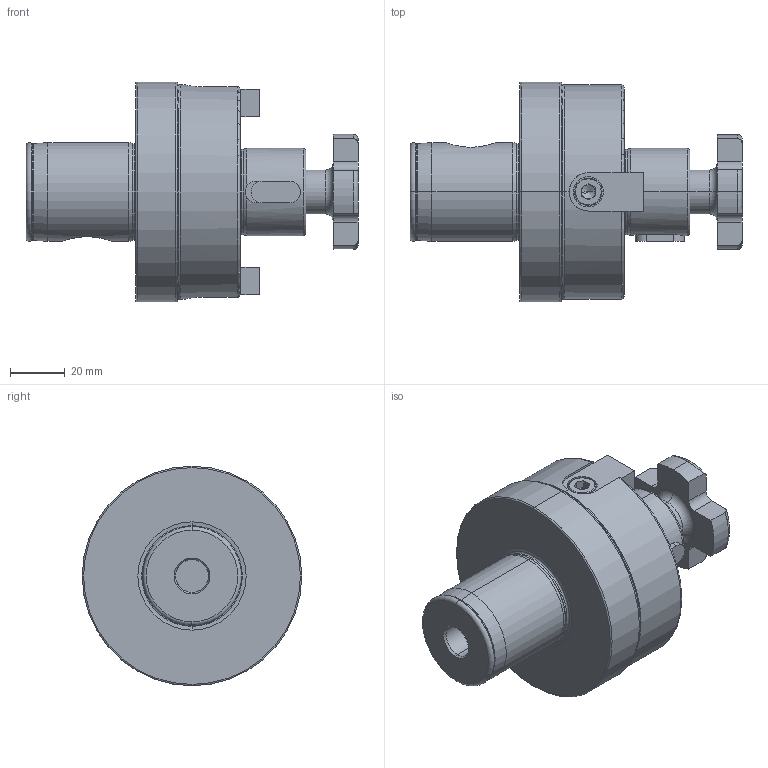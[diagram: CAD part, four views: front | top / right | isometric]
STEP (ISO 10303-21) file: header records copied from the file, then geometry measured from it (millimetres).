
FILE_DESCRIPTION (( 'STEP AP214' ), '1' );
FILE_NAME ('WH8.D32.001.038.STEP', '2024-04-30T13:33:15', ( '' ), ( '' ), 'SwSTEP 2.0', 'SolidWorks 2022', '' );
FILE_SCHEMA (( 'AUTOMOTIVE_DESIGN' ));
Length unit declared in the file: millimetre
Products named in the file (6): WH8.D32.001.038; WH8-D32.001.038_A; D32-ER1.001.026_A; D32-ER3.001.020_A; D32-ER2.002.014_A; ISO 4762 - M6 x 16
Assembly tree (7 placements, depth 2):
  WH8.D32.001.038
    WH8-D32.001.038_A
    D32-ER2.002.014_A  x2
    D32-ER1.001.026_A
    ISO 4762 - M6 x 16  x2
    D32-ER3.001.020_A
Bounding box: 121 x 80 x 80 mm (x, y, z)
Volume: 243863.9 mm3; surface area: 41894.7 mm2
Topology: 7 solids, 7 shells, 208 faces, 478 edges, 286 vertices
Faces by surface type: plane 71, cylinder 60, torus 41, cone 36
Entity records: 5839 total; most frequent: CARTESIAN_POINT 1551, DIRECTION 897, ORIENTED_EDGE 782, EDGE_CURVE 391, AXIS2_PLACEMENT_3D 363, VERTEX_POINT 235, CIRCLE 184, EDGE_LOOP 184
